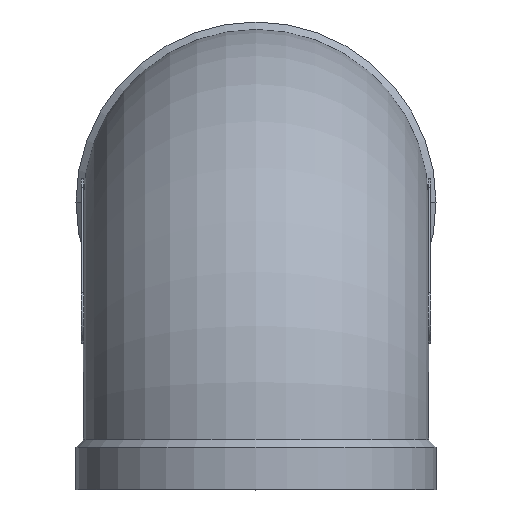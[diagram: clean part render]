
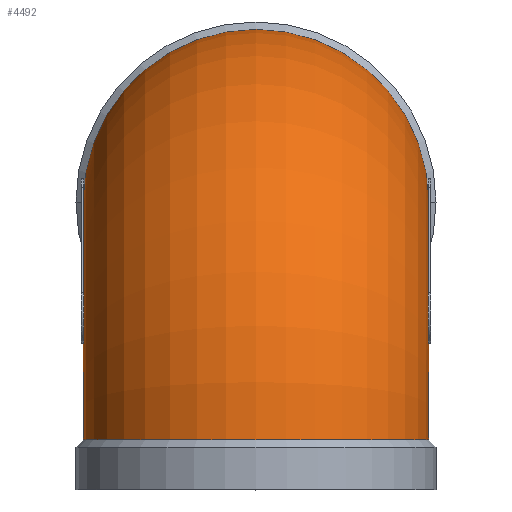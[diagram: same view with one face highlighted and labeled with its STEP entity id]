
A CAD part, top view. The second image highlights one B-rep face of the part: STEP entity #4492.
In plain terms, the highlighted toroidal (fillet/blend) face has major radius 48 mm and minor radius 34.75 mm.
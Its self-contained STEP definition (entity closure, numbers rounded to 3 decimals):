
#4303=CARTESIAN_POINT('Vertex',(-34.75,-48.,58.)) ;
#4347=CARTESIAN_POINT('Vertex',(34.75,-48.,58.)) ;
#4372=CARTESIAN_POINT('Axis2P3D Location',(0.,-48.,58.)) ;
#4384=CARTESIAN_POINT('Axis2P3D Location',(0.,-48.,10.)) ;
#4389=CARTESIAN_POINT('Axis2P3D Location',(34.75,-48.,10.)) ;
#4393=CARTESIAN_POINT('Vertex',(34.75,0.,10.)) ;
#4395=CARTESIAN_POINT('Vertex',(34.75,-3.686,28.446)) ;
#4398=CARTESIAN_POINT('Axis2P3D Location',(0.,0.,10.)) ;
#4402=CARTESIAN_POINT('Vertex',(-34.75,0.,10.)) ;
#4405=CARTESIAN_POINT('Axis2P3D Location',(-34.75,-48.,10.)) ;
#4409=CARTESIAN_POINT('Vertex',(-34.75,-3.686,28.446)) ;
#4413=CARTESIAN_POINT('Control Point',(-34.65,-0.675,28.006)) ;
#4414=CARTESIAN_POINT('Control Point',(-34.706,-1.437,27.921)) ;
#4415=CARTESIAN_POINT('Control Point',(-34.739,-2.217,27.965)) ;
#4416=CARTESIAN_POINT('Control Point',(-34.75,-2.979,28.146)) ;
#4417=CARTESIAN_POINT('Control Point',(-34.75,-3.686,28.446)) ;
#4418=CARTESIAN_POINT('Vertex',(-34.65,-0.675,28.006)) ;
#4422=CARTESIAN_POINT('Control Point',(-34.65,-28.366,56.673)) ;
#4423=CARTESIAN_POINT('Control Point',(-34.65,-20.814,53.496)) ;
#4424=CARTESIAN_POINT('Control Point',(-34.65,-13.904,48.792)) ;
#4425=CARTESIAN_POINT('Control Point',(-34.65,-8.051,42.732)) ;
#4426=CARTESIAN_POINT('Control Point',(-34.65,-3.589,35.663)) ;
#4427=CARTESIAN_POINT('Control Point',(-34.65,-0.675,28.006)) ;
#4428=CARTESIAN_POINT('Vertex',(-34.65,-28.366,56.673)) ;
#4432=CARTESIAN_POINT('Control Point',(-34.65,-28.366,56.673)) ;
#4433=CARTESIAN_POINT('Control Point',(-34.704,-28.545,55.976)) ;
#4434=CARTESIAN_POINT('Control Point',(-34.737,-28.613,55.248)) ;
#4435=CARTESIAN_POINT('Control Point',(-34.75,-28.561,54.517)) ;
#4436=CARTESIAN_POINT('Control Point',(-34.75,-28.397,53.814)) ;
#4437=CARTESIAN_POINT('Vertex',(-34.75,-28.397,53.814)) ;
#4440=CARTESIAN_POINT('Axis2P3D Location',(-34.75,-48.,10.)) ;
#4445=CARTESIAN_POINT('Axis2P3D Location',(34.75,-48.,10.)) ;
#4449=CARTESIAN_POINT('Vertex',(34.75,-28.397,53.814)) ;
#4453=CARTESIAN_POINT('Control Point',(34.65,-28.366,56.673)) ;
#4454=CARTESIAN_POINT('Control Point',(34.704,-28.545,55.976)) ;
#4455=CARTESIAN_POINT('Control Point',(34.737,-28.613,55.248)) ;
#4456=CARTESIAN_POINT('Control Point',(34.75,-28.561,54.517)) ;
#4457=CARTESIAN_POINT('Control Point',(34.75,-28.397,53.814)) ;
#4458=CARTESIAN_POINT('Vertex',(34.65,-28.366,56.673)) ;
#4462=CARTESIAN_POINT('Control Point',(34.65,-28.366,56.673)) ;
#4463=CARTESIAN_POINT('Control Point',(34.65,-20.814,53.496)) ;
#4464=CARTESIAN_POINT('Control Point',(34.65,-13.904,48.792)) ;
#4465=CARTESIAN_POINT('Control Point',(34.65,-8.051,42.732)) ;
#4466=CARTESIAN_POINT('Control Point',(34.65,-3.589,35.663)) ;
#4467=CARTESIAN_POINT('Control Point',(34.65,-0.675,28.006)) ;
#4468=CARTESIAN_POINT('Vertex',(34.65,-0.675,28.006)) ;
#4472=CARTESIAN_POINT('Control Point',(34.65,-0.675,28.006)) ;
#4473=CARTESIAN_POINT('Control Point',(34.706,-1.437,27.921)) ;
#4474=CARTESIAN_POINT('Control Point',(34.739,-2.217,27.965)) ;
#4475=CARTESIAN_POINT('Control Point',(34.75,-2.979,28.146)) ;
#4476=CARTESIAN_POINT('Control Point',(34.75,-3.686,28.446)) ;
#4373=DIRECTION('Axis2P3D Direction',(0.,-1.,0.)) ;
#4385=DIRECTION('Axis2P3D Direction',(1.,0.,0.)) ;
#4386=DIRECTION('Axis2P3D XDirection',(0.,1.,0.)) ;
#4390=DIRECTION('Axis2P3D Direction',(1.,0.,0.)) ;
#4399=DIRECTION('Axis2P3D Direction',(0.,0.,-1.)) ;
#4406=DIRECTION('Axis2P3D Direction',(1.,0.,0.)) ;
#4441=DIRECTION('Axis2P3D Direction',(1.,0.,0.)) ;
#4446=DIRECTION('Axis2P3D Direction',(1.,0.,0.)) ;
#4374=AXIS2_PLACEMENT_3D('Circle Axis2P3D',#4372,#4373,$) ;
#4387=AXIS2_PLACEMENT_3D('Torus Axis2P3D',#4384,#4385,#4386) ;
#4391=AXIS2_PLACEMENT_3D('Circle Axis2P3D',#4389,#4390,$) ;
#4400=AXIS2_PLACEMENT_3D('Circle Axis2P3D',#4398,#4399,$) ;
#4407=AXIS2_PLACEMENT_3D('Circle Axis2P3D',#4405,#4406,$) ;
#4442=AXIS2_PLACEMENT_3D('Circle Axis2P3D',#4440,#4441,$) ;
#4447=AXIS2_PLACEMENT_3D('Circle Axis2P3D',#4445,#4446,$) ;
#4479=ORIENTED_EDGE('',*,*,#4397,.F.) ;
#4480=ORIENTED_EDGE('',*,*,#4404,.F.) ;
#4481=ORIENTED_EDGE('',*,*,#4411,.T.) ;
#4482=ORIENTED_EDGE('',*,*,#4420,.F.) ;
#4483=ORIENTED_EDGE('',*,*,#4430,.F.) ;
#4484=ORIENTED_EDGE('',*,*,#4439,.T.) ;
#4485=ORIENTED_EDGE('',*,*,#4444,.T.) ;
#4486=ORIENTED_EDGE('',*,*,#4376,.F.) ;
#4487=ORIENTED_EDGE('',*,*,#4451,.F.) ;
#4488=ORIENTED_EDGE('',*,*,#4460,.F.) ;
#4489=ORIENTED_EDGE('',*,*,#4470,.T.) ;
#4490=ORIENTED_EDGE('',*,*,#4477,.T.) ;
#4492=ADVANCED_FACE('Corps principal',(#4491),#4388,.T.) ;
#4412=B_SPLINE_CURVE_WITH_KNOTS('',4,(#4413,#4414,#4415,#4416,#4417),.UNSPECIFIED.,.F.,.U.,(5,5),(0.,4.344),.UNSPECIFIED.) ;
#4421=B_SPLINE_CURVE_WITH_KNOTS('',5,(#4422,#4423,#4424,#4425,#4426,#4427),.UNSPECIFIED.,.F.,.U.,(6,6),(0.281,56.728),.UNSPECIFIED.) ;
#4431=B_SPLINE_CURVE_WITH_KNOTS('',4,(#4432,#4433,#4434,#4435,#4436),.UNSPECIFIED.,.F.,.U.,(5,5),(0.,4.08),.UNSPECIFIED.) ;
#4452=B_SPLINE_CURVE_WITH_KNOTS('',4,(#4453,#4454,#4455,#4456,#4457),.UNSPECIFIED.,.F.,.U.,(5,5),(0.,4.08),.UNSPECIFIED.) ;
#4461=B_SPLINE_CURVE_WITH_KNOTS('',5,(#4462,#4463,#4464,#4465,#4466,#4467),.UNSPECIFIED.,.F.,.U.,(6,6),(0.281,56.728),.UNSPECIFIED.) ;
#4471=B_SPLINE_CURVE_WITH_KNOTS('',4,(#4472,#4473,#4474,#4475,#4476),.UNSPECIFIED.,.F.,.U.,(5,5),(0.,4.344),.UNSPECIFIED.) ;
#4375=CIRCLE('generated circle',#4374,34.75) ;
#4392=CIRCLE('generated circle',#4391,48.) ;
#4401=CIRCLE('generated circle',#4400,34.75) ;
#4408=CIRCLE('generated circle',#4407,48.) ;
#4443=CIRCLE('generated circle',#4442,48.) ;
#4448=CIRCLE('generated circle',#4447,48.) ;
#4388=TOROIDAL_SURFACE('homeo Torus',#4387,48.,34.75) ;
#4376=EDGE_CURVE('',#4348,#4304,#4375,.T.) ;
#4397=EDGE_CURVE('',#4394,#4396,#4392,.T.) ;
#4404=EDGE_CURVE('',#4403,#4394,#4401,.T.) ;
#4411=EDGE_CURVE('',#4403,#4410,#4408,.T.) ;
#4420=EDGE_CURVE('',#4419,#4410,#4412,.T.) ;
#4430=EDGE_CURVE('',#4429,#4419,#4421,.T.) ;
#4439=EDGE_CURVE('',#4429,#4438,#4431,.T.) ;
#4444=EDGE_CURVE('',#4438,#4304,#4443,.T.) ;
#4451=EDGE_CURVE('',#4450,#4348,#4448,.T.) ;
#4460=EDGE_CURVE('',#4459,#4450,#4452,.T.) ;
#4470=EDGE_CURVE('',#4459,#4469,#4461,.T.) ;
#4477=EDGE_CURVE('',#4469,#4396,#4471,.T.) ;
#4478=EDGE_LOOP('',(#4479,#4480,#4481,#4482,#4483,#4484,#4485,#4486,#4487,#4488,#4489,#4490)) ;
#4491=FACE_OUTER_BOUND('',#4478,.T.) ;
#4304=VERTEX_POINT('',#4303) ;
#4348=VERTEX_POINT('',#4347) ;
#4394=VERTEX_POINT('',#4393) ;
#4396=VERTEX_POINT('',#4395) ;
#4403=VERTEX_POINT('',#4402) ;
#4410=VERTEX_POINT('',#4409) ;
#4419=VERTEX_POINT('',#4418) ;
#4429=VERTEX_POINT('',#4428) ;
#4438=VERTEX_POINT('',#4437) ;
#4450=VERTEX_POINT('',#4449) ;
#4459=VERTEX_POINT('',#4458) ;
#4469=VERTEX_POINT('',#4468) ;
